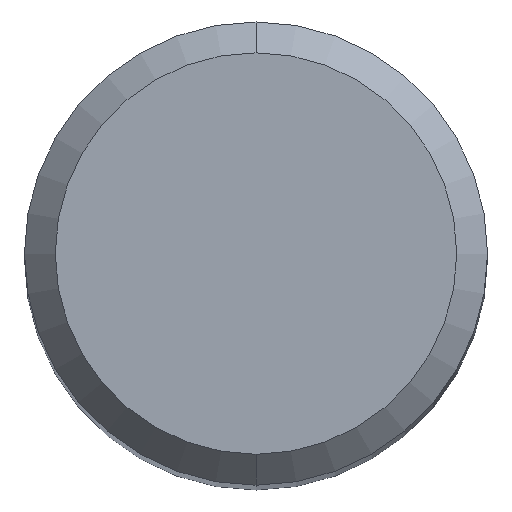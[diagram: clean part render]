
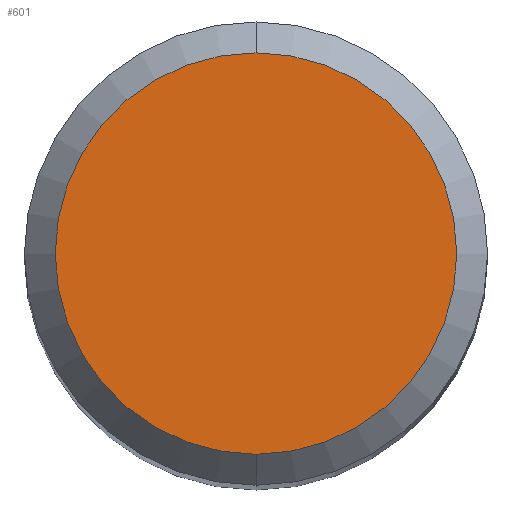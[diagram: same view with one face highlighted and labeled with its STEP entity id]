
A CAD part, top view. The second image highlights one B-rep face of the part: STEP entity #601.
In plain terms, the highlighted planar face has unit normal (0, 0, 1).
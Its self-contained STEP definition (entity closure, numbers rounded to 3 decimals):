
#545=EDGE_CURVE('',#1139,#973,#1416,.T.);
#601=ADVANCED_FACE('',(#1478),#1479,.T.);
#973=VERTEX_POINT('',#1881);
#1079=EDGE_CURVE('',#973,#1139,#1999,.T.);
#1139=VERTEX_POINT('',#2063);
#1416=CIRCLE('',#2995,2.6);
#1478=FACE_OUTER_BOUND('',#3456,.T.);
#1479=PLANE('',#3457);
#1881=CARTESIAN_POINT('',(0.0,2.6,0.0));
#1999=CIRCLE('',#6515,2.6);
#2063=CARTESIAN_POINT('',(0.,-2.6,0.0));
#2995=AXIS2_PLACEMENT_3D('',#8045,#8046,#8047);
#3456=EDGE_LOOP('',(#8140,#8141));
#3457=AXIS2_PLACEMENT_3D('',#8142,#8143,#8144);
#6515=AXIS2_PLACEMENT_3D('',#8692,#8693,#8694);
#8045=CARTESIAN_POINT('',(0.0,0.0,0.0));
#8046=DIRECTION('',(0.0,0.0,-1.0));
#8047=DIRECTION('',(0.0,1.0,0.0));
#8140=ORIENTED_EDGE('',*,*,#1079,.F.);
#8141=ORIENTED_EDGE('',*,*,#545,.F.);
#8142=CARTESIAN_POINT('',(0.0,1.3,0.0));
#8143=DIRECTION('',(-0.0,0.0,1.0));
#8144=DIRECTION('',(0.0,-1.0,0.0));
#8692=CARTESIAN_POINT('',(0.0,0.0,0.0));
#8693=DIRECTION('',(0.0,0.0,-1.0));
#8694=DIRECTION('',(0.0,1.0,0.0));
